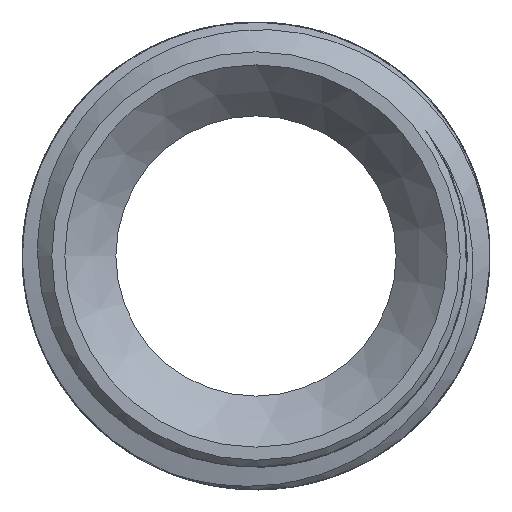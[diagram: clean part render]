
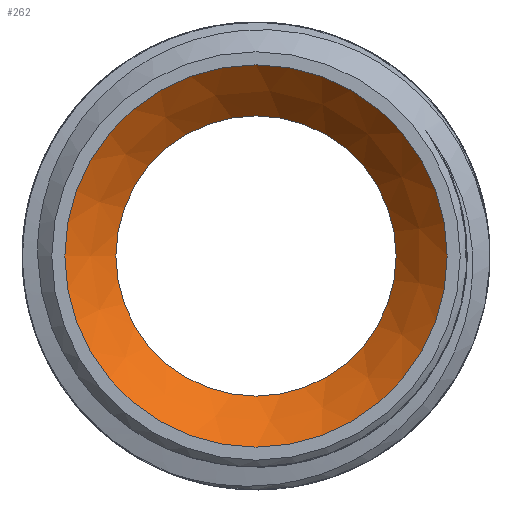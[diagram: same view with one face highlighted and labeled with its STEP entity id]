
A CAD part, left-side view. The second image highlights one B-rep face of the part: STEP entity #262.
In plain terms, the highlighted conical face has half-angle 45 degrees and reference radius 13.062 mm.
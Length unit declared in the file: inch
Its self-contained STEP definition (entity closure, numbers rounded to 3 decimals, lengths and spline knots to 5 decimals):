
#18=CONICAL_SURFACE('',#287,0.51425,45.);
#30=FACE_BOUND('',#75,.T.);
#49=FACE_OUTER_BOUND('',#74,.T.);
#74=EDGE_LOOP('',(#232));
#75=EDGE_LOOP('',(#233));
#109=CIRCLE('',#283,0.435);
#112=CIRCLE('',#288,0.5935);
#135=VERTEX_POINT('',#3362);
#137=VERTEX_POINT('',#3369);
#168=EDGE_CURVE('',#135,#135,#109,.T.);
#171=EDGE_CURVE('',#137,#137,#112,.T.);
#232=ORIENTED_EDGE('',*,*,#171,.F.);
#233=ORIENTED_EDGE('',*,*,#168,.T.);
#262=ADVANCED_FACE('',(#49,#30),#18,.F.);
#283=AXIS2_PLACEMENT_3D('',#3363,#323,#324);
#287=AXIS2_PLACEMENT_3D('',#3368,#331,#332);
#288=AXIS2_PLACEMENT_3D('',#3370,#333,#334);
#323=DIRECTION('center_axis',(1.,0.,0.));
#324=DIRECTION('ref_axis',(0.,1.,0.));
#331=DIRECTION('center_axis',(-1.,0.,0.));
#332=DIRECTION('ref_axis',(0.,1.,0.));
#333=DIRECTION('center_axis',(1.,0.,0.));
#334=DIRECTION('ref_axis',(0.,1.,0.));
#3362=CARTESIAN_POINT('',(0.1585,0.435,0.));
#3363=CARTESIAN_POINT('Origin',(0.1585,0.,0.));
#3368=CARTESIAN_POINT('Origin',(0.07925,0.,0.));
#3369=CARTESIAN_POINT('',(0.,0.5935,0.));
#3370=CARTESIAN_POINT('Origin',(0.,0.,0.));
